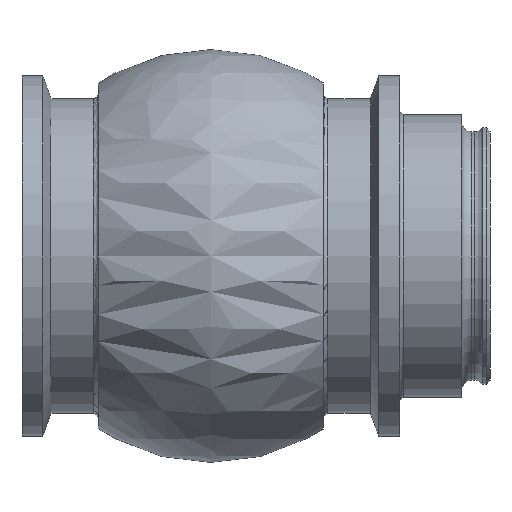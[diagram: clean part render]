
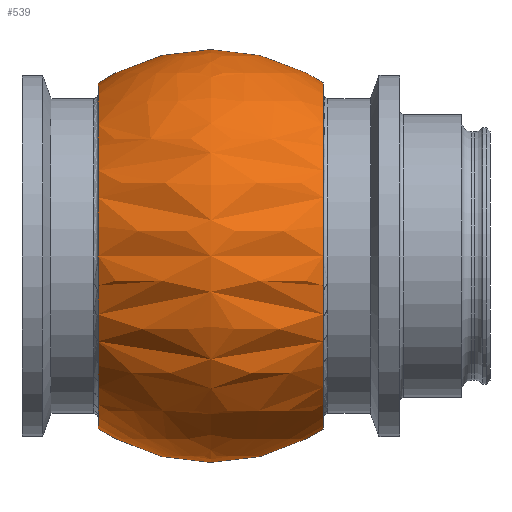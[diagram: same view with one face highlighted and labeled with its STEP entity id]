
A CAD part, left-side view. The second image highlights one B-rep face of the part: STEP entity #539.
In plain terms, the highlighted spherical face has radius 36.5 mm.
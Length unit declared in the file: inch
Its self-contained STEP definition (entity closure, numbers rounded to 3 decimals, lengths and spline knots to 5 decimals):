
#15=SPHERICAL_SURFACE('',#646,1.437);
#21=FACE_BOUND('',#126,.T.);
#96=FACE_OUTER_BOUND('',#125,.T.);
#125=EDGE_LOOP('',(#488,#489));
#126=EDGE_LOOP('',(#490,#491,#492,#493));
#137=CIRCLE('',#574,0.9065);
#143=CIRCLE('',#583,0.9065);
#173=CIRCLE('',#622,1.20364);
#178=CIRCLE('',#630,1.20494);
#189=CIRCLE('',#647,1.437);
#199=VERTEX_POINT('',#867);
#202=VERTEX_POINT('',#873);
#212=VERTEX_POINT('',#938);
#213=VERTEX_POINT('',#940);
#250=VERTEX_POINT('',#1050);
#251=VERTEX_POINT('',#1051);
#264=EDGE_CURVE('',#199,#202,#137,.T.);
#278=EDGE_CURVE('',#213,#212,#143,.T.);
#312=EDGE_CURVE('',#199,#212,#173,.T.);
#319=EDGE_CURVE('',#202,#213,#178,.T.);
#333=EDGE_CURVE('',#250,#251,#189,.T.);
#488=ORIENTED_EDGE('',*,*,#333,.T.);
#489=ORIENTED_EDGE('',*,*,#333,.F.);
#490=ORIENTED_EDGE('',*,*,#278,.T.);
#491=ORIENTED_EDGE('',*,*,#312,.F.);
#492=ORIENTED_EDGE('',*,*,#264,.T.);
#493=ORIENTED_EDGE('',*,*,#319,.T.);
#539=ADVANCED_FACE('',(#96,#21),#15,.T.);
#574=AXIS2_PLACEMENT_3D('',#875,#680,#681);
#583=AXIS2_PLACEMENT_3D('',#941,#700,#701);
#622=AXIS2_PLACEMENT_3D('',#1007,#782,#783);
#630=AXIS2_PLACEMENT_3D('',#1021,#800,#801);
#646=AXIS2_PLACEMENT_3D('',#1049,#835,#836);
#647=AXIS2_PLACEMENT_3D('',#1052,#837,#838);
#680=DIRECTION('center_axis',(-1.,0.,0.));
#681=DIRECTION('ref_axis',(0.,0.,-1.));
#700=DIRECTION('center_axis',(-1.,0.,0.));
#701=DIRECTION('ref_axis',(0.,0.,-1.));
#782=DIRECTION('center_axis',(0.,1.,0.));
#783=DIRECTION('ref_axis',(1.,0.,0.));
#800=DIRECTION('center_axis',(0.,1.,0.));
#801=DIRECTION('ref_axis',(1.,0.,0.));
#835=DIRECTION('center_axis',(0.,0.,1.));
#836=DIRECTION('ref_axis',(1.,0.,0.));
#837=DIRECTION('center_axis',(0.,-1.,0.));
#838=DIRECTION('ref_axis',(-1.,0.,0.));
#867=CARTESIAN_POINT('',(1.115,0.785,-0.45334));
#873=CARTESIAN_POINT('',(1.115,-0.783,-0.45679));
#875=CARTESIAN_POINT('Origin',(1.115,0.,0.));
#938=CARTESIAN_POINT('',(1.115,0.785,0.45334));
#940=CARTESIAN_POINT('',(1.115,-0.783,0.45679));
#941=CARTESIAN_POINT('Origin',(1.115,0.,0.));
#1007=CARTESIAN_POINT('Origin',(0.,0.785,0.));
#1021=CARTESIAN_POINT('Origin',(0.,-0.783,0.));
#1049=CARTESIAN_POINT('Origin',(0.,0.,0.));
#1050=CARTESIAN_POINT('',(0.,0.,1.437));
#1051=CARTESIAN_POINT('',(0.,0.,-1.437));
#1052=CARTESIAN_POINT('Origin',(0.,0.,0.));
